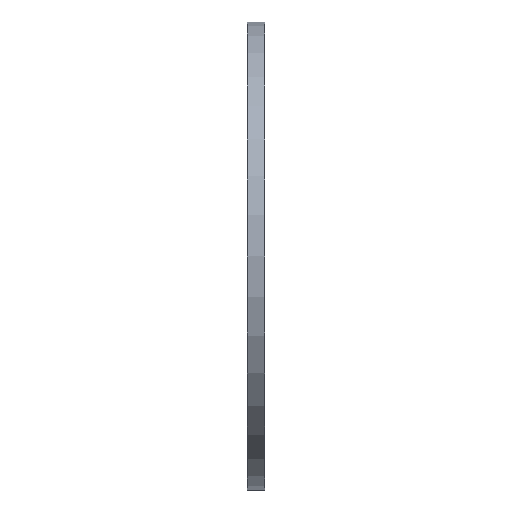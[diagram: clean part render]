
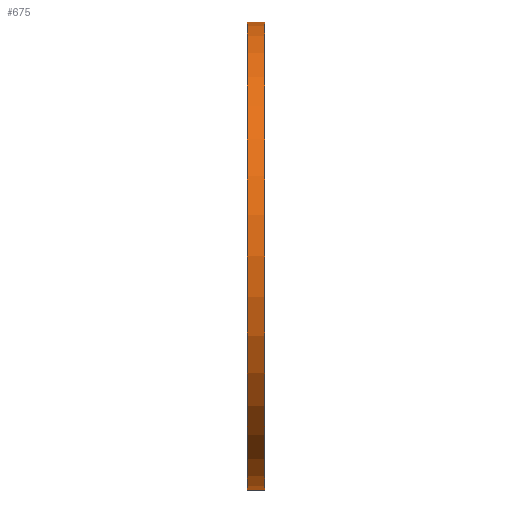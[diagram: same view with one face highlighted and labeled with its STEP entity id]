
A CAD part, front view. The second image highlights one B-rep face of the part: STEP entity #675.
In plain terms, the highlighted cylindrical face has radius 17.377 mm (diameter 34.755 mm), a partial arc.
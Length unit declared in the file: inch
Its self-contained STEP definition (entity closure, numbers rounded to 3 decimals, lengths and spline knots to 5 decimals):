
#228 = VECTOR ( 'NONE', #292, 39.37008 ) ;
#229 = CARTESIAN_POINT ( 'NONE',  ( 0.025, -0.03385, -0.68415 ) ) ;
#230 = LINE ( 'NONE', #229, #228 ) ;
#231 = CARTESIAN_POINT ( 'NONE',  ( -0.025, -0.03385, -0.68415 ) ) ;
#269 = CARTESIAN_POINT ( 'NONE',  ( 0.025, -0.03385, 0.68415 ) ) ;
#270 = DIRECTION ( 'NONE',  ( 0., 0., -1. ) ) ;
#271 = DIRECTION ( 'NONE',  ( 1., 0., 0. ) ) ;
#272 = CARTESIAN_POINT ( 'NONE',  ( 0.025, -0.03385, 0. ) ) ;
#273 = AXIS2_PLACEMENT_3D ( 'NONE', #272, #271, #270 ) ;
#274 = CIRCLE ( 'NONE', #273, 0.68415 ) ;
#286 = DIRECTION ( 'NONE',  ( 0., 0., 1. ) ) ;
#287 = DIRECTION ( 'NONE',  ( -1., 0., 0. ) ) ;
#288 = CARTESIAN_POINT ( 'NONE',  ( 0.025, -0.03385, 0. ) ) ;
#289 = AXIS2_PLACEMENT_3D ( 'NONE', #288, #287, #286 ) ;
#290 = CYLINDRICAL_SURFACE ( 'NONE', #289, 0.68415 ) ;
#291 = FACE_OUTER_BOUND ( 'NONE', #686, .T. ) ;
#292 = DIRECTION ( 'NONE',  ( -1., 0., 0. ) ) ;
#300 = CARTESIAN_POINT ( 'NONE',  ( -0.025, -0.03385, 0.68415 ) ) ;
#302 = DIRECTION ( 'NONE',  ( 0., 0., -1. ) ) ;
#303 = DIRECTION ( 'NONE',  ( 1., 0., 0. ) ) ;
#304 = AXIS2_PLACEMENT_3D ( 'NONE', #310, #303, #302 ) ;
#305 = CIRCLE ( 'NONE', #304, 0.68415 ) ;
#310 = CARTESIAN_POINT ( 'NONE',  ( -0.025, -0.03385, 0. ) ) ;
#319 = DIRECTION ( 'NONE',  ( -1., 0., 0. ) ) ;
#320 = VECTOR ( 'NONE', #319, 39.37008 ) ;
#321 = CARTESIAN_POINT ( 'NONE',  ( 0.025, -0.03385, 0.68415 ) ) ;
#322 = LINE ( 'NONE', #321, #320 ) ;
#345 = CARTESIAN_POINT ( 'NONE',  ( 0.025, -0.03385, -0.68415 ) ) ;
#672 = VERTEX_POINT ( 'NONE', #231 ) ;
#674 = EDGE_CURVE ( 'NONE', #710, #672, #230, .T. ) ;
#675 = ADVANCED_FACE ( 'NONE', ( #291 ), #290, .T. ) ;
#682 = ORIENTED_EDGE ( 'NONE', *, *, #674, .F. ) ;
#684 = ORIENTED_EDGE ( 'NONE', *, *, #685, .F. ) ;
#685 = EDGE_CURVE ( 'NONE', #687, #710, #274, .T. ) ;
#686 = EDGE_LOOP ( 'NONE', ( #682, #684, #699, #703 ) ) ;
#687 = VERTEX_POINT ( 'NONE', #269 ) ;
#692 = EDGE_CURVE ( 'NONE', #687, #700, #322, .T. ) ;
#697 = EDGE_CURVE ( 'NONE', #700, #672, #305, .T. ) ;
#699 = ORIENTED_EDGE ( 'NONE', *, *, #692, .T. ) ;
#700 = VERTEX_POINT ( 'NONE', #300 ) ;
#703 = ORIENTED_EDGE ( 'NONE', *, *, #697, .T. ) ;
#710 = VERTEX_POINT ( 'NONE', #345 ) ;
